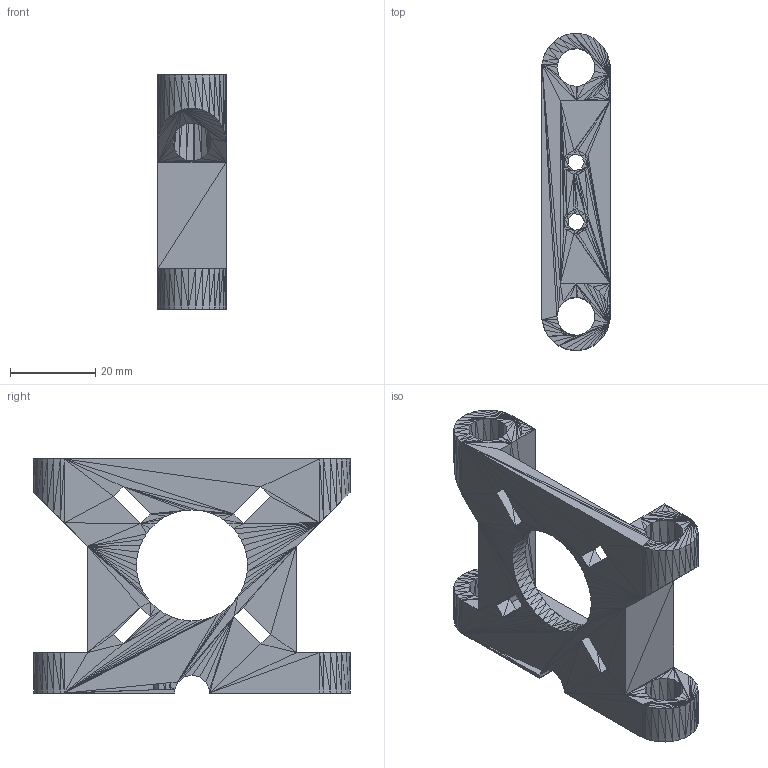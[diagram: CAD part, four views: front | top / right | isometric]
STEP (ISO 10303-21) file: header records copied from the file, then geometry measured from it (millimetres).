
FILE_DESCRIPTION(('FreeCAD Model'),'2;1');
FILE_NAME('z-motor-mount.stp', '2011-11-21T20:20:09',('FreeCAD'),('FreeCAD'), 'Open CASCADE STEP processor 6.3','FreeCAD','Unknown');
FILE_SCHEMA(('AUTOMOTIVE_DESIGN_CC2 { 1 2 10303 214 -1 1 5 4 }'));
Length unit declared in the file: millimetre
Products named in the file (1): Open CASCADE STEP translator 6.3 1
Bounding box: 16 x 74.41 x 55 mm (x, y, z)
Surface area: 12507.2 mm2 (no closed solid volume)
Topology: 0 solids, 1 shells, 1201 faces, 1808 edges, 586 vertices
Faces by surface type: plane 1201
Entity records: 45120 total; most frequent: CARTESIAN_POINT 9026, DIRECTION 6008, ORIENTED_EDGE 3613, PCURVE 3613, DEFINITIONAL_REPRESENTATION 3613, LINE 3604, VECTOR 3604, B_SPLINE_CURVE_WITH_KNOTS 1817
